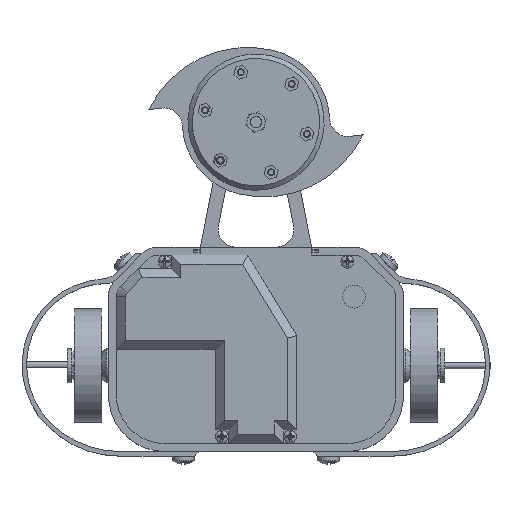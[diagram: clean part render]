
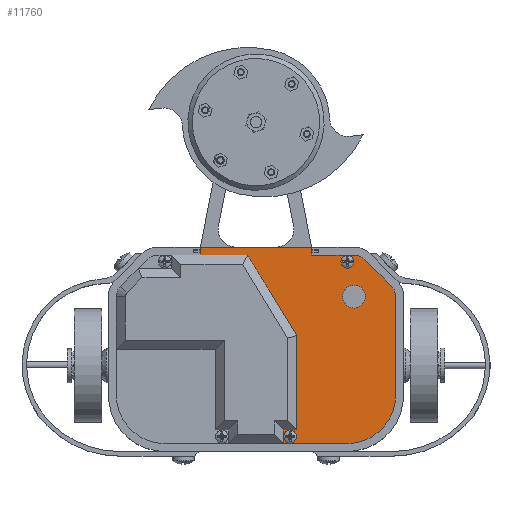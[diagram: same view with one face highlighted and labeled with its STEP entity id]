
A CAD part, top view. The second image highlights one B-rep face of the part: STEP entity #11760.
In plain terms, the highlighted planar face has unit normal (0, 0, 1).
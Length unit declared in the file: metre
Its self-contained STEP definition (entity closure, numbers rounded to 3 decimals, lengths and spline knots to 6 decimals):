
#813=CIRCLE('',#13023,0.0215);
#815=CIRCLE('',#13027,0.0065);
#819=CIRCLE('',#13034,0.0016);
#821=CIRCLE('',#13038,0.0065);
#824=CIRCLE('',#13042,0.0016);
#827=CIRCLE('',#13047,0.005);
#2261=ORIENTED_EDGE('',*,*,#4915,.F.);
#2262=ORIENTED_EDGE('',*,*,#4873,.T.);
#2263=ORIENTED_EDGE('',*,*,#4877,.T.);
#2264=ORIENTED_EDGE('',*,*,#4880,.T.);
#2265=ORIENTED_EDGE('',*,*,#4883,.T.);
#2266=ORIENTED_EDGE('',*,*,#4886,.T.);
#2267=ORIENTED_EDGE('',*,*,#4893,.T.);
#2268=ORIENTED_EDGE('',*,*,#4844,.T.);
#2269=ORIENTED_EDGE('',*,*,#4848,.T.);
#2270=ORIENTED_EDGE('',*,*,#4851,.F.);
#2271=ORIENTED_EDGE('',*,*,#4854,.T.);
#2272=ORIENTED_EDGE('',*,*,#4916,.F.);
#2273=ORIENTED_EDGE('',*,*,#4917,.T.);
#2274=ORIENTED_EDGE('',*,*,#4918,.T.);
#2275=ORIENTED_EDGE('',*,*,#4919,.F.);
#2276=ORIENTED_EDGE('',*,*,#4920,.F.);
#2277=ORIENTED_EDGE('',*,*,#4891,.F.);
#2278=ORIENTED_EDGE('',*,*,#4896,.T.);
#4844=EDGE_CURVE('',#6301,#6302,#7332,.T.);
#4848=EDGE_CURVE('',#6302,#6305,#7336,.T.);
#4851=EDGE_CURVE('',#6307,#6305,#7339,.T.);
#4854=EDGE_CURVE('',#6307,#6309,#7342,.T.);
#4873=EDGE_CURVE('',#6319,#6320,#7357,.T.);
#4877=EDGE_CURVE('',#6320,#6322,#813,.T.);
#4880=EDGE_CURVE('',#6322,#6324,#7362,.T.);
#4883=EDGE_CURVE('',#6324,#6326,#815,.T.);
#4886=EDGE_CURVE('',#6326,#6328,#7366,.T.);
#4891=EDGE_CURVE('',#6332,#6332,#819,.T.);
#4893=EDGE_CURVE('',#6328,#6301,#821,.T.);
#4896=EDGE_CURVE('',#6335,#6335,#824,.T.);
#4915=EDGE_CURVE('',#6319,#6354,#7385,.T.);
#4916=EDGE_CURVE('',#6355,#6309,#7386,.T.);
#4917=EDGE_CURVE('',#6355,#6356,#7387,.T.);
#4918=EDGE_CURVE('',#6356,#6357,#7388,.T.);
#4919=EDGE_CURVE('',#6354,#6357,#7389,.T.);
#4920=EDGE_CURVE('',#6358,#6358,#827,.T.);
#6301=VERTEX_POINT('',#18612);
#6302=VERTEX_POINT('',#18613);
#6305=VERTEX_POINT('',#18621);
#6307=VERTEX_POINT('',#18627);
#6309=VERTEX_POINT('',#18633);
#6319=VERTEX_POINT('',#18669);
#6320=VERTEX_POINT('',#18670);
#6322=VERTEX_POINT('',#18677);
#6324=VERTEX_POINT('',#18683);
#6326=VERTEX_POINT('',#18689);
#6328=VERTEX_POINT('',#18695);
#6332=VERTEX_POINT('',#18706);
#6335=VERTEX_POINT('',#18717);
#6354=VERTEX_POINT('',#18757);
#6355=VERTEX_POINT('',#18759);
#6356=VERTEX_POINT('',#18761);
#6357=VERTEX_POINT('',#18763);
#6358=VERTEX_POINT('',#18766);
#7332=LINE('',#18611,#8402);
#7336=LINE('',#18620,#8406);
#7339=LINE('',#18626,#8409);
#7342=LINE('',#18632,#8412);
#7357=LINE('',#18668,#8427);
#7362=LINE('',#18682,#8432);
#7366=LINE('',#18694,#8436);
#7385=LINE('',#18756,#8455);
#7386=LINE('',#18758,#8456);
#7387=LINE('',#18760,#8457);
#7388=LINE('',#18762,#8458);
#7389=LINE('',#18764,#8459);
#8402=VECTOR('',#14918,1.);
#8406=VECTOR('',#14924,1.);
#8409=VECTOR('',#14929,1.);
#8412=VECTOR('',#14934,1.);
#8427=VECTOR('',#14971,1.);
#8432=VECTOR('',#14984,1.);
#8436=VECTOR('',#14996,1.);
#8455=VECTOR('',#15049,1.);
#8456=VECTOR('',#15050,1.);
#8457=VECTOR('',#15051,1.);
#8458=VECTOR('',#15052,1.);
#8459=VECTOR('',#15053,1.);
#9537=EDGE_LOOP('',(#2261,#2262,#2263,#2264,#2265,#2266,#2267,#2268,#2269,
#2270,#2271,#2272,#2273,#2274,#2275));
#9538=EDGE_LOOP('',(#2276));
#9539=EDGE_LOOP('',(#2277));
#9540=EDGE_LOOP('',(#2278));
#10469=FACE_BOUND('',#9537,.T.);
#10470=FACE_BOUND('',#9538,.T.);
#10471=FACE_BOUND('',#9539,.T.);
#10472=FACE_BOUND('',#9540,.T.);
#11208=PLANE('',#13046);
#11760=ADVANCED_FACE('',(#10469,#10470,#10471,#10472),#11208,.T.);
#13023=AXIS2_PLACEMENT_3D('',#18676,#14977,#14978);
#13027=AXIS2_PLACEMENT_3D('',#18688,#14989,#14990);
#13034=AXIS2_PLACEMENT_3D('',#18705,#15007,#15008);
#13038=AXIS2_PLACEMENT_3D('',#18711,#15015,#15016);
#13042=AXIS2_PLACEMENT_3D('',#18716,#15023,#15024);
#13046=AXIS2_PLACEMENT_3D('',#18755,#15047,#15048);
#13047=AXIS2_PLACEMENT_3D('',#18765,#15054,#15055);
#14918=DIRECTION('',(-1.,0.,0.));
#14924=DIRECTION('',(0.,1.,0.));
#14929=DIRECTION('',(1.,0.,0.));
#14934=DIRECTION('',(0.,-1.,0.));
#14971=DIRECTION('',(1.,0.,0.));
#14977=DIRECTION('',(0.,0.,1.));
#14978=DIRECTION('',(1.,0.,0.));
#14984=DIRECTION('',(0.,1.,0.));
#14989=DIRECTION('',(0.,0.,1.));
#14990=DIRECTION('',(1.,0.,0.));
#14996=DIRECTION('',(-0.707,0.707,0.));
#15007=DIRECTION('',(0.,0.,1.));
#15008=DIRECTION('',(1.,0.,0.));
#15015=DIRECTION('',(0.,0.,1.));
#15016=DIRECTION('',(1.,0.,0.));
#15023=DIRECTION('',(0.,0.,-1.));
#15024=DIRECTION('',(1.,0.,0.));
#15047=DIRECTION('',(0.,0.,1.));
#15048=DIRECTION('',(1.,0.,0.));
#15049=DIRECTION('',(0.,1.,0.));
#15050=DIRECTION('',(-1.,0.,0.));
#15051=DIRECTION('',(0.521,-0.854,0.));
#15052=DIRECTION('',(0.,-1.,0.));
#15053=DIRECTION('',(1.,0.,0.));
#15054=DIRECTION('',(0.,0.,1.));
#15055=DIRECTION('',(1.,0.,0.));
#18611=CARTESIAN_POINT('',(0.,0.0415,0.025));
#18612=CARTESIAN_POINT('',(0.04318,0.0415,0.025));
#18613=CARTESIAN_POINT('',(0.02459,0.0415,0.025));
#18620=CARTESIAN_POINT('',(0.02459,0.0665,0.025));
#18621=CARTESIAN_POINT('',(0.02459,0.045,0.025));
#18626=CARTESIAN_POINT('',(0.,0.045,0.025));
#18627=CARTESIAN_POINT('',(-0.02459,0.045,0.025));
#18632=CARTESIAN_POINT('',(-0.02459,0.0665,0.025));
#18633=CARTESIAN_POINT('',(-0.02459,0.0415,0.025));
#18668=CARTESIAN_POINT('',(0.,-0.0415,0.025));
#18669=CARTESIAN_POINT('',(0.012,-0.0415,0.025));
#18670=CARTESIAN_POINT('',(0.04,-0.0415,0.025));
#18676=CARTESIAN_POINT('',(0.04,-0.02,0.025));
#18677=CARTESIAN_POINT('',(0.0615,-0.02,0.025));
#18682=CARTESIAN_POINT('',(0.0615,0.00159,0.025));
#18683=CARTESIAN_POINT('',(0.0615,0.02318,0.025));
#18688=CARTESIAN_POINT('',(0.055,0.02318,0.025));
#18689=CARTESIAN_POINT('',(0.059596,0.027776,0.025));
#18694=CARTESIAN_POINT('',(0.053686,0.033686,0.025));
#18695=CARTESIAN_POINT('',(0.047776,0.039596,0.025));
#18705=CARTESIAN_POINT('',(0.04018,0.0385,0.025));
#18706=CARTESIAN_POINT('',(0.04178,0.0385,0.025));
#18711=CARTESIAN_POINT('',(0.04318,0.035,0.025));
#18716=CARTESIAN_POINT('',(0.015,-0.0385,0.025));
#18717=CARTESIAN_POINT('',(0.0166,-0.0385,0.025));
#18755=CARTESIAN_POINT('',(0.,0.,0.025));
#18756=CARTESIAN_POINT('',(0.012,-0.0385,0.025));
#18757=CARTESIAN_POINT('',(0.012,-0.0355,0.025));
#18758=CARTESIAN_POINT('',(-0.020421,0.0415,0.025));
#18759=CARTESIAN_POINT('',(-0.003661,0.0415,0.025));
#18760=CARTESIAN_POINT('',(0.009,0.02075,0.025));
#18761=CARTESIAN_POINT('',(0.018,0.006,0.025));
#18762=CARTESIAN_POINT('',(0.018,-0.01475,0.025));
#18763=CARTESIAN_POINT('',(0.018,-0.0355,0.025));
#18764=CARTESIAN_POINT('',(0.015,-0.0355,0.025));
#18765=CARTESIAN_POINT('',(0.04318,0.02318,0.025));
#18766=CARTESIAN_POINT('',(0.04818,0.02318,0.025));
